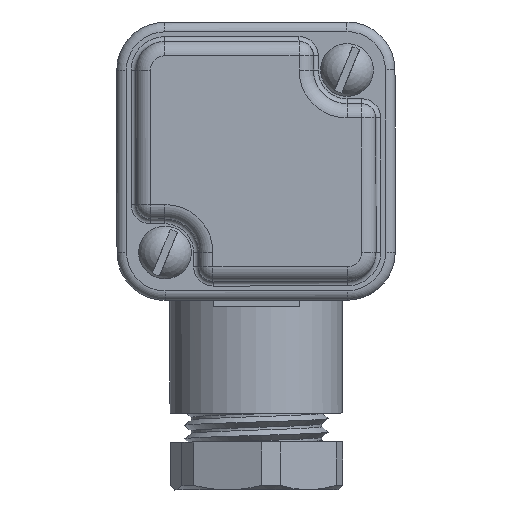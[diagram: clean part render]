
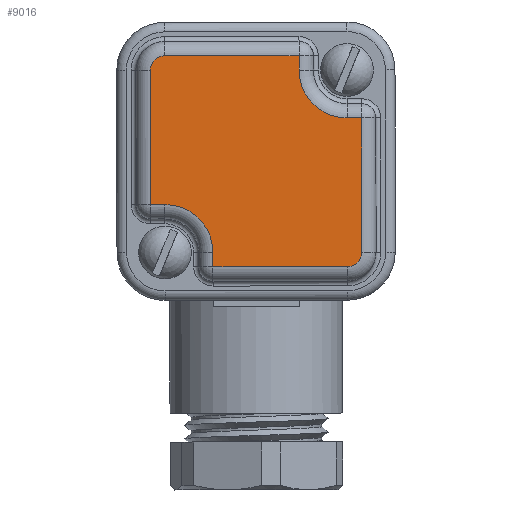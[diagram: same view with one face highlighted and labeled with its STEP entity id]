
A CAD part, left-side view. The second image highlights one B-rep face of the part: STEP entity #9016.
In plain terms, the highlighted face is planar.
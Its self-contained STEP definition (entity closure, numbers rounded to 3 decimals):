
#585=PLANE('',#11006);
#1134=LINE('',#20027,#1816);
#1135=LINE('',#20029,#1817);
#1136=LINE('',#20033,#1818);
#1137=LINE('',#20035,#1819);
#1138=LINE('',#20039,#1820);
#1139=LINE('',#20041,#1821);
#1140=LINE('',#20045,#1822);
#1141=LINE('',#20047,#1823);
#1816=VECTOR('',#13149,1000.);
#1817=VECTOR('',#13150,1000.);
#1818=VECTOR('',#13153,1000.);
#1819=VECTOR('',#13154,1000.);
#1820=VECTOR('',#13157,1000.);
#1821=VECTOR('',#13158,1000.);
#1822=VECTOR('',#13161,1000.);
#1823=VECTOR('',#13162,1000.);
#3544=ORIENTED_EDGE('',*,*,#5332,.T.);
#3545=ORIENTED_EDGE('',*,*,#5333,.T.);
#3546=ORIENTED_EDGE('',*,*,#5334,.T.);
#3547=ORIENTED_EDGE('',*,*,#5335,.T.);
#3548=ORIENTED_EDGE('',*,*,#5336,.T.);
#3549=ORIENTED_EDGE('',*,*,#5337,.T.);
#3550=ORIENTED_EDGE('',*,*,#5338,.T.);
#3551=ORIENTED_EDGE('',*,*,#5339,.T.);
#3552=ORIENTED_EDGE('',*,*,#5340,.T.);
#3553=ORIENTED_EDGE('',*,*,#5341,.T.);
#3554=ORIENTED_EDGE('',*,*,#5342,.T.);
#3555=ORIENTED_EDGE('',*,*,#5343,.T.);
#5332=EDGE_CURVE('',#6360,#6361,#6919,.T.);
#5333=EDGE_CURVE('',#6361,#6362,#1134,.T.);
#5334=EDGE_CURVE('',#6362,#6363,#1135,.F.);
#5335=EDGE_CURVE('',#6363,#6364,#6920,.F.);
#5336=EDGE_CURVE('',#6364,#6365,#1136,.F.);
#5337=EDGE_CURVE('',#6365,#6366,#1137,.F.);
#5338=EDGE_CURVE('',#6366,#6367,#6921,.T.);
#5339=EDGE_CURVE('',#6367,#6368,#1138,.F.);
#5340=EDGE_CURVE('',#6368,#6369,#1139,.T.);
#5341=EDGE_CURVE('',#6369,#6370,#6922,.F.);
#5342=EDGE_CURVE('',#6370,#6371,#1140,.T.);
#5343=EDGE_CURVE('',#6371,#6360,#1141,.T.);
#6360=VERTEX_POINT('',#20025);
#6361=VERTEX_POINT('',#20026);
#6362=VERTEX_POINT('',#20028);
#6363=VERTEX_POINT('',#20030);
#6364=VERTEX_POINT('',#20032);
#6365=VERTEX_POINT('',#20034);
#6366=VERTEX_POINT('',#20036);
#6367=VERTEX_POINT('',#20038);
#6368=VERTEX_POINT('',#20040);
#6369=VERTEX_POINT('',#20042);
#6370=VERTEX_POINT('',#20044);
#6371=VERTEX_POINT('',#20046);
#6919=CIRCLE('',#11007,1.5);
#6920=CIRCLE('',#11008,5.);
#6921=CIRCLE('',#11009,1.5);
#6922=CIRCLE('',#11010,5.);
#7562=EDGE_LOOP('',(#3544,#3545,#3546,#3547,#3548,#3549,#3550,#3551,#3552,
#3553,#3554,#3555));
#8268=FACE_BOUND('',#7562,.T.);
#9016=ADVANCED_FACE('',(#8268),#585,.T.);
#11006=AXIS2_PLACEMENT_3D('',#20023,#13145,#13146);
#11007=AXIS2_PLACEMENT_3D('',#20024,#13147,#13148);
#11008=AXIS2_PLACEMENT_3D('',#20031,#13151,#13152);
#11009=AXIS2_PLACEMENT_3D('',#20037,#13155,#13156);
#11010=AXIS2_PLACEMENT_3D('',#20043,#13159,#13160);
#13145=DIRECTION('',(0.,-1.,0.));
#13146=DIRECTION('',(0.,0.,-1.));
#13147=DIRECTION('',(0.,-1.,0.));
#13148=DIRECTION('',(0.,0.,-1.));
#13149=DIRECTION('',(-1.,0.,0.));
#13150=DIRECTION('',(0.,0.,1.));
#13151=DIRECTION('',(0.,-1.,0.));
#13152=DIRECTION('',(0.,0.,-1.));
#13153=DIRECTION('',(1.,0.,0.));
#13154=DIRECTION('',(0.,0.,1.));
#13155=DIRECTION('',(0.,-1.,0.));
#13156=DIRECTION('',(0.,0.,-1.));
#13157=DIRECTION('',(-1.,0.,0.));
#13158=DIRECTION('',(0.,0.,1.));
#13159=DIRECTION('',(0.,-1.,0.));
#13160=DIRECTION('',(0.,0.,-1.));
#13161=DIRECTION('',(1.,0.,0.));
#13162=DIRECTION('',(0.,0.,1.));
#20023=CARTESIAN_POINT('',(-9.5,-1.5,9.5));
#20024=CARTESIAN_POINT('',(9.5,-1.5,9.5));
#20025=CARTESIAN_POINT('',(11.,-1.5,9.5));
#20026=CARTESIAN_POINT('',(9.5,-1.5,11.));
#20027=CARTESIAN_POINT('',(-9.5,-1.5,11.));
#20028=CARTESIAN_POINT('',(-4.5,-1.5,11.));
#20029=CARTESIAN_POINT('',(-4.5,-1.5,9.5));
#20030=CARTESIAN_POINT('',(-4.5,-1.5,9.5));
#20031=CARTESIAN_POINT('',(-9.5,-1.5,9.5));
#20032=CARTESIAN_POINT('',(-9.5,-1.5,4.5));
#20033=CARTESIAN_POINT('',(-9.5,-1.5,4.5));
#20034=CARTESIAN_POINT('',(-11.,-1.5,4.5));
#20035=CARTESIAN_POINT('',(-11.,-1.5,9.5));
#20036=CARTESIAN_POINT('',(-11.,-1.5,-9.5));
#20037=CARTESIAN_POINT('',(-9.5,-1.5,-9.5));
#20038=CARTESIAN_POINT('',(-9.5,-1.5,-11.));
#20039=CARTESIAN_POINT('',(-9.5,-1.5,-11.));
#20040=CARTESIAN_POINT('',(4.5,-1.5,-11.));
#20041=CARTESIAN_POINT('',(4.5,-1.5,9.5));
#20042=CARTESIAN_POINT('',(4.5,-1.5,-9.5));
#20043=CARTESIAN_POINT('',(9.5,-1.5,-9.5));
#20044=CARTESIAN_POINT('',(9.5,-1.5,-4.5));
#20045=CARTESIAN_POINT('',(-9.5,-1.5,-4.5));
#20046=CARTESIAN_POINT('',(11.,-1.5,-4.5));
#20047=CARTESIAN_POINT('',(11.,-1.5,9.5));
